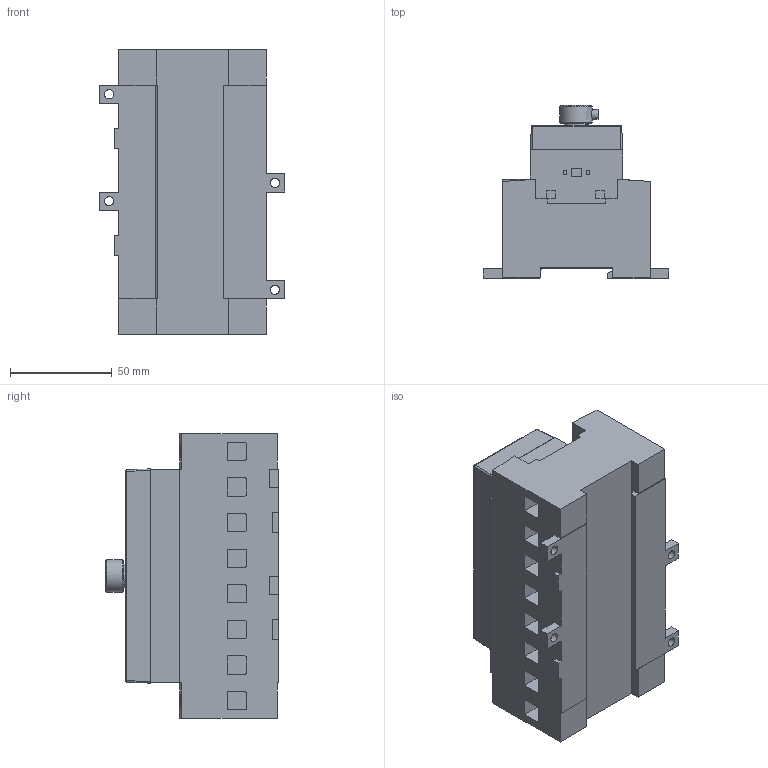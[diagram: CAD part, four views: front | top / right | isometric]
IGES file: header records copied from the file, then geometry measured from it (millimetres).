
Global section: file name: OT63-80F4C_IGS.igs; preprocessor: I-DEAS 3D IGES Translator 11; date: 20090417.144842; units: millimetre
Bounding box: 91 x 84.9 x 140 mm (x, y, z)
Volume: 529514.8 mm3; surface area: 89504.6 mm2
Topology: 2 solids, 27 shells, 907 faces, 2231 edges, 1439 vertices
Faces by surface type: bspline 907
